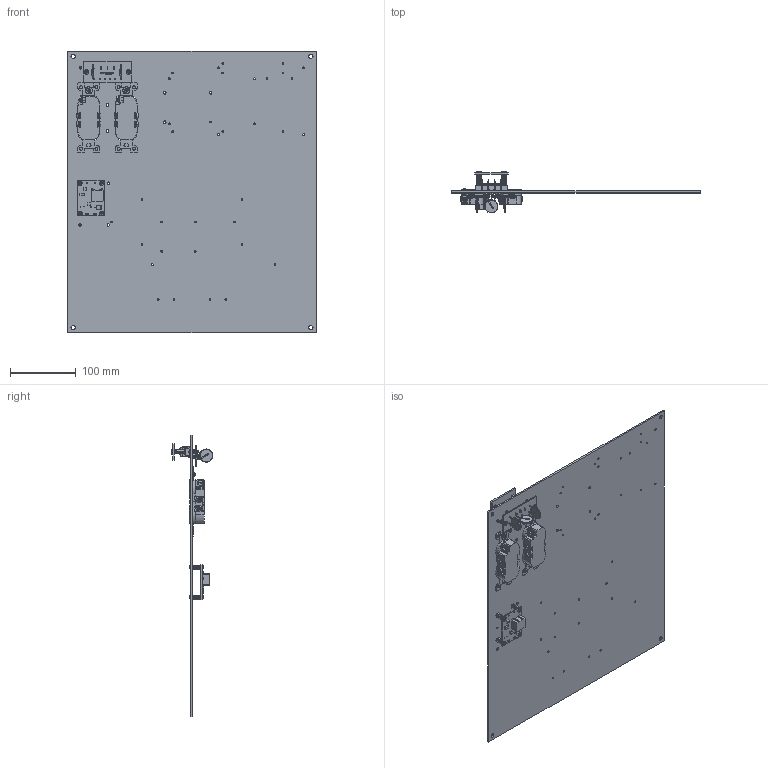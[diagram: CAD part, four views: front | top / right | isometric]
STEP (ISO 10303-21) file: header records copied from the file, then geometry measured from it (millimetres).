
FILE_DESCRIPTION (( 'STEP AP214' ), '1' );
FILE_NAME ('TEF18-RP10FS.STEP', '2019-05-09T14:14:36', ( '' ), ( '' ), 'SwSTEP 2.0', 'SolidWorks 2018', '' );
FILE_SCHEMA (( 'AUTOMOTIVE_DESIGN' ));
Length unit declared in the file: inch
Products named in the file (18): XFW-0009; X-PCB-HYP285; 1AW05-082_With Actual Text; XFN-0021; 1AW05-083_With Actual Text; XF797-02; XMH-0010; XFN-0022; XFN-0013; XFS-0012; HYP282_3D; TEF18-RP10FS; XLBL-F704-UL_With Actual Text; X-ASSY-HYP285-1; XERZ-V20D241; XF685-01; XFS-0017; XCTB-0002
Assembly tree (41 placements, depth 3):
  TEF18-RP10FS
    XF685-01
    XCTB-0002
    XFN-0013  x2
    XMH-0010  x2
    XF797-02
    XFS-0017  x15
    1AW05-082_With Actual Text
    1AW05-083_With Actual Text
    XLBL-F704-UL_With Actual Text
    X-ASSY-HYP285-1
      X-PCB-HYP285
      XERZ-V20D241  x3
    XFN-0022  x2
    XFW-0009  x2
    XFS-0012  x2
    XFN-0021  x4
    HYP282_3D
Bounding box: 377.82 x 63.71 x 428.62 mm (x, y, z)
Volume: 509190.7 mm3; surface area: 379982.7 mm2
Topology: 40 solids, 40 shells, 3578 faces, 8647 edges, 5272 vertices
Faces by surface type: plane 1330, cone 994, cylinder 698, bspline 310, torus 217, sphere 29
Entity records: 93320 total; most frequent: CARTESIAN_POINT 26836, ORIENTED_EDGE 9964, DIRECTION 8979, EDGE_CURVE 4982, VERTEX_POINT 3175, AXIS2_PLACEMENT_3D 3004, VECTOR 2971, LINE 2971
